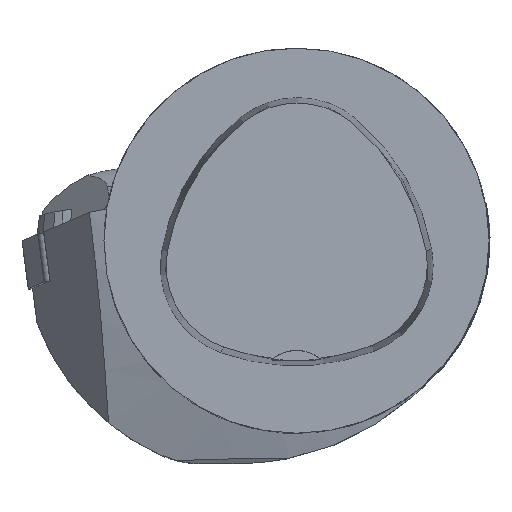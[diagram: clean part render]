
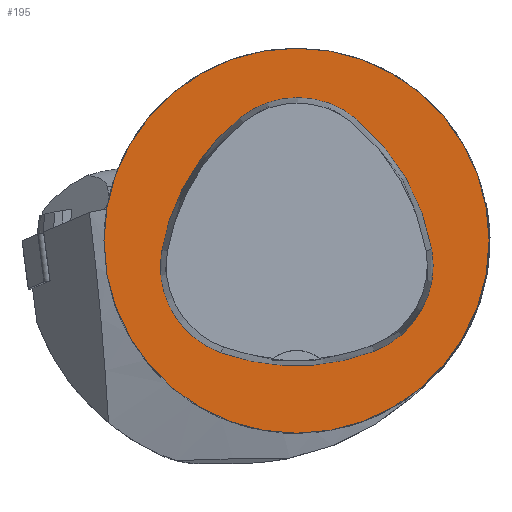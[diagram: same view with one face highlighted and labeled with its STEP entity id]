
A CAD part, top view. The second image highlights one B-rep face of the part: STEP entity #195.
In plain terms, the highlighted planar face has unit normal (0, 0, 1).
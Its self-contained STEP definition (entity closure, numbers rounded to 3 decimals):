
#96=FACE_BOUND('',#437,.T.);
#97=FACE_BOUND('',#438,.T.);
#195=ADVANCED_FACE('',(#96,#97),#273,.T.);
#273=PLANE('',#1864);
#437=EDGE_LOOP('',(#708,#709,#710,#711,#712,#713));
#438=EDGE_LOOP('',(#714));
#513=CIRCLE('',#1836,31.5);
#514=CIRCLE('',#1842,36.);
#516=CIRCLE('',#1845,15.);
#518=CIRCLE('',#1848,36.);
#520=CIRCLE('',#1851,15.);
#524=CIRCLE('',#1856,36.);
#526=CIRCLE('',#1859,15.);
#708=ORIENTED_EDGE('',*,*,#1294,.T.);
#709=ORIENTED_EDGE('',*,*,#1274,.T.);
#710=ORIENTED_EDGE('',*,*,#1278,.T.);
#711=ORIENTED_EDGE('',*,*,#1281,.T.);
#712=ORIENTED_EDGE('',*,*,#1284,.T.);
#713=ORIENTED_EDGE('',*,*,#1292,.T.);
#714=ORIENTED_EDGE('',*,*,#1265,.F.);
#1089=VERTEX_POINT('',#2742);
#1098=VERTEX_POINT('',#2761);
#1099=VERTEX_POINT('',#2762);
#1102=VERTEX_POINT('',#2770);
#1104=VERTEX_POINT('',#2776);
#1106=VERTEX_POINT('',#2782);
#1113=VERTEX_POINT('',#2803);
#1265=EDGE_CURVE('',#1089,#1089,#513,.T.);
#1274=EDGE_CURVE('',#1098,#1099,#514,.T.);
#1278=EDGE_CURVE('',#1099,#1102,#516,.T.);
#1281=EDGE_CURVE('',#1102,#1104,#518,.T.);
#1284=EDGE_CURVE('',#1104,#1106,#520,.T.);
#1292=EDGE_CURVE('',#1106,#1113,#524,.T.);
#1294=EDGE_CURVE('',#1113,#1098,#526,.T.);
#1836=AXIS2_PLACEMENT_3D('',#2741,#2114,#2115);
#1842=AXIS2_PLACEMENT_3D('',#2760,#2130,#2131);
#1845=AXIS2_PLACEMENT_3D('',#2769,#2138,#2139);
#1848=AXIS2_PLACEMENT_3D('',#2775,#2145,#2146);
#1851=AXIS2_PLACEMENT_3D('',#2781,#2152,#2153);
#1856=AXIS2_PLACEMENT_3D('',#2804,#2164,#2165);
#1859=AXIS2_PLACEMENT_3D('',#2807,#2170,#2171);
#1864=AXIS2_PLACEMENT_3D('',#2812,#2180,#2181);
#2114=DIRECTION('',(0.,0.,-1.));
#2115=DIRECTION('',(-1.,0.,0.));
#2130=DIRECTION('',(0.,0.,-1.));
#2131=DIRECTION('',(-1.,0.,0.));
#2138=DIRECTION('',(0.,0.,-1.));
#2139=DIRECTION('',(-1.,0.,0.));
#2145=DIRECTION('',(0.,0.,-1.));
#2146=DIRECTION('',(-1.,0.,0.));
#2152=DIRECTION('',(0.,0.,-1.));
#2153=DIRECTION('',(-1.,0.,0.));
#2164=DIRECTION('',(0.,0.,-1.));
#2165=DIRECTION('',(-1.,0.,0.));
#2170=DIRECTION('',(0.,0.,-1.));
#2171=DIRECTION('',(-1.,0.,0.));
#2180=DIRECTION('',(0.,0.,1.));
#2181=DIRECTION('',(1.,0.,0.));
#2741=CARTESIAN_POINT('',(0.,0.,0.));
#2742=CARTESIAN_POINT('',(-31.5,0.,0.));
#2760=CARTESIAN_POINT('',(13.398,-7.893,0.));
#2761=CARTESIAN_POINT('',(-22.041,-1.562,0.));
#2762=CARTESIAN_POINT('',(-9.317,20.036,0.));
#2769=CARTESIAN_POINT('',(0.148,8.399,0.));
#2770=CARTESIAN_POINT('',(9.779,19.898,0.));
#2775=CARTESIAN_POINT('',(-13.337,-7.7,0.));
#2776=CARTESIAN_POINT('',(22.122,-1.48,0.));
#2781=CARTESIAN_POINT('',(7.347,-4.071,0.));
#2782=CARTESIAN_POINT('',(12.693,-18.087,0.));
#2803=CARTESIAN_POINT('',(-12.373,-18.307,0.));
#2804=CARTESIAN_POINT('',(-0.137,15.55,0.));
#2807=CARTESIAN_POINT('',(-7.275,-4.2,0.));
#2812=CARTESIAN_POINT('',(0.,0.,0.));
